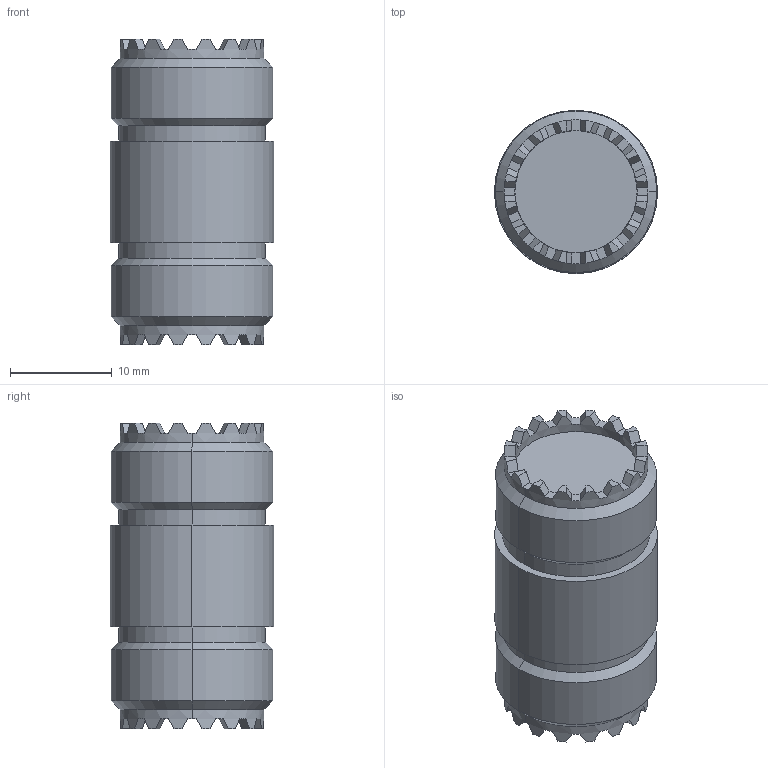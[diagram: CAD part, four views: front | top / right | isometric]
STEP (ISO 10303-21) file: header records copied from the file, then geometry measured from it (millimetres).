
FILE_DESCRIPTION (( 'STEP AP214' ), '1' );
FILE_NAME ('J01042A0637.STEP', '2018-03-05T14:41:40', ( '' ), ( '' ), 'SwSTEP 2.0', 'SolidWorks 2017', '' );
FILE_SCHEMA (( 'AUTOMOTIVE_DESIGN' ));
Length unit declared in the file: millimetre
Products named in the file (1): J01042A0637
Bounding box: 16 x 16 x 30 mm (x, y, z)
Volume: 5156.3 mm3; surface area: 2000.4 mm2
Topology: 1 solids, 1 shells, 158 faces, 446 edges, 292 vertices
Faces by surface type: plane 132, cylinder 18, cone 8
Entity records: 5224 total; most frequent: CARTESIAN_POINT 1281, ORIENTED_EDGE 892, DIRECTION 800, EDGE_CURVE 446, AXIS2_PLACEMENT_3D 323, VERTEX_POINT 292, CIRCLE 164, EDGE_LOOP 160
